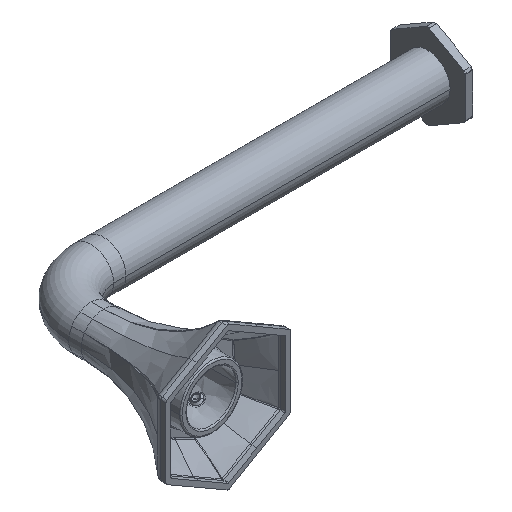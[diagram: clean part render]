
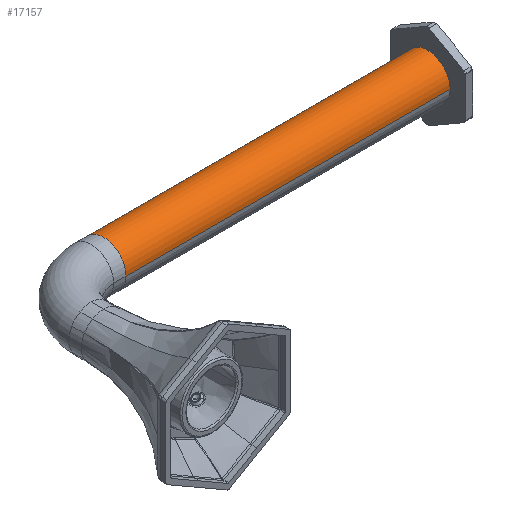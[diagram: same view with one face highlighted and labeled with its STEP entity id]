
A CAD part, isometric view. The second image highlights one B-rep face of the part: STEP entity #17157.
In plain terms, the highlighted cylindrical face has radius 9 mm (diameter 18 mm), a partial arc.
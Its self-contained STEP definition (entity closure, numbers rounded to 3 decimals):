
#17053=CARTESIAN_POINT('Axis2P3D Location',(122.5,75.,0.)) ;
#17058=CARTESIAN_POINT('Line Origine',(122.5,66.,0.)) ;
#17062=CARTESIAN_POINT('Vertex',(155.,66.,0.)) ;
#17064=CARTESIAN_POINT('Vertex',(25.,66.,0.)) ;
#17071=CARTESIAN_POINT('Vertex',(25.,84.,0.)) ;
#17074=CARTESIAN_POINT('Line Origine',(122.5,84.,0.)) ;
#17078=CARTESIAN_POINT('Vertex',(155.,84.,0.)) ;
#17141=CARTESIAN_POINT('Axis2P3D Location',(25.,75.,0.)) ;
#17146=CARTESIAN_POINT('Axis2P3D Location',(155.,75.,0.)) ;
#17054=DIRECTION('Axis2P3D Direction',(1.,0.,0.)) ;
#17055=DIRECTION('Axis2P3D XDirection',(0.,1.,0.)) ;
#17059=DIRECTION('Vector Direction',(1.,0.,0.)) ;
#17075=DIRECTION('Vector Direction',(1.,0.,0.)) ;
#17142=DIRECTION('Axis2P3D Direction',(1.,0.,0.)) ;
#17147=DIRECTION('Axis2P3D Direction',(1.,0.,0.)) ;
#17056=AXIS2_PLACEMENT_3D('Cylinder Axis2P3D',#17053,#17054,#17055) ;
#17143=AXIS2_PLACEMENT_3D('Circle Axis2P3D',#17141,#17142,$) ;
#17148=AXIS2_PLACEMENT_3D('Circle Axis2P3D',#17146,#17147,$) ;
#17152=ORIENTED_EDGE('',*,*,#17080,.T.) ;
#17153=ORIENTED_EDGE('',*,*,#17145,.T.) ;
#17154=ORIENTED_EDGE('',*,*,#17066,.F.) ;
#17155=ORIENTED_EDGE('',*,*,#17150,.F.) ;
#17060=VECTOR('Line Direction',#17059,1.) ;
#17076=VECTOR('Line Direction',#17075,1.) ;
#17157=ADVANCED_FACE('P43722.1\\PartBody',(#17156),#17057,.T.) ;
#17144=CIRCLE('generated circle',#17143,9.) ;
#17149=CIRCLE('generated circle',#17148,9.) ;
#17057=CYLINDRICAL_SURFACE('generated cylinder',#17056,9.) ;
#17066=EDGE_CURVE('',#17063,#17065,#17061,.F.) ;
#17080=EDGE_CURVE('',#17079,#17072,#17077,.F.) ;
#17145=EDGE_CURVE('',#17072,#17065,#17144,.T.) ;
#17150=EDGE_CURVE('',#17079,#17063,#17149,.T.) ;
#17151=EDGE_LOOP('',(#17152,#17153,#17154,#17155)) ;
#17156=FACE_OUTER_BOUND('',#17151,.T.) ;
#17061=LINE('Line',#17058,#17060) ;
#17077=LINE('Line',#17074,#17076) ;
#17063=VERTEX_POINT('',#17062) ;
#17065=VERTEX_POINT('',#17064) ;
#17072=VERTEX_POINT('',#17071) ;
#17079=VERTEX_POINT('',#17078) ;
